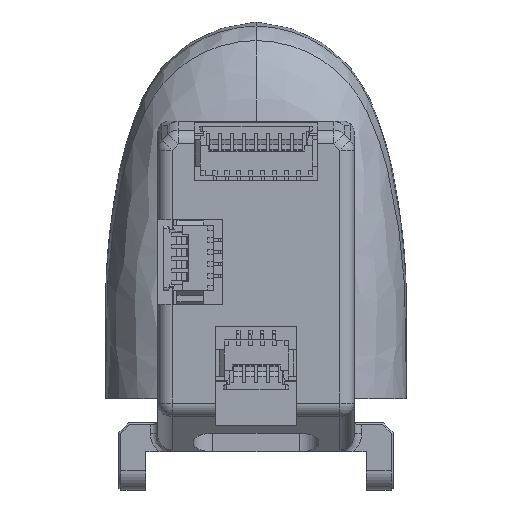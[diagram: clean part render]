
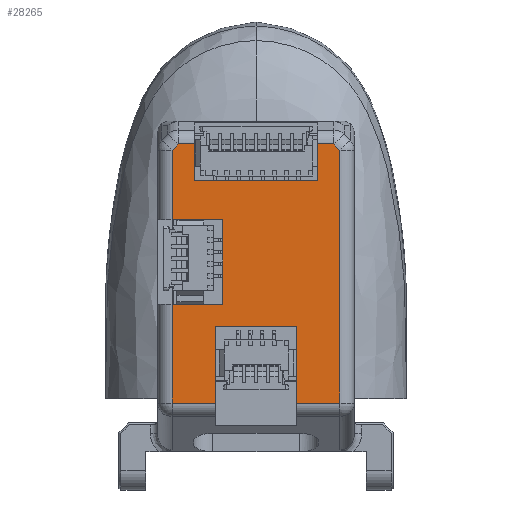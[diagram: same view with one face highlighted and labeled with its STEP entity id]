
A CAD part, left-side view. The second image highlights one B-rep face of the part: STEP entity #28265.
In plain terms, the highlighted planar face has unit normal (-1, 0, 0).
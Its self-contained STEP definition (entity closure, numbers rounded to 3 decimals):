
#294=PLANE('',#30075);
#1834=FACE_OUTER_BOUND('',#3401,.T.);
#3401=EDGE_LOOP('',(#19951,#19952,#19953,#19954,#19955,#19956,#19957,#19958,
#19959,#19960,#19961,#19962,#19963,#19964,#19965,#19966,#19967,#19968));
#5070=LINE('',#40359,#8875);
#5072=LINE('',#40364,#8877);
#5073=LINE('',#40367,#8878);
#5078=LINE('',#40377,#8883);
#5079=LINE('',#40379,#8884);
#5080=LINE('',#40381,#8885);
#5081=LINE('',#40383,#8886);
#5082=LINE('',#40385,#8887);
#5083=LINE('',#40387,#8888);
#5084=LINE('',#40389,#8889);
#5085=LINE('',#40391,#8890);
#5086=LINE('',#40393,#8891);
#5087=LINE('',#40395,#8892);
#5088=LINE('',#40397,#8893);
#5089=LINE('',#40399,#8894);
#5090=LINE('',#40401,#8895);
#5091=LINE('',#40403,#8896);
#5092=LINE('',#40404,#8897);
#8875=VECTOR('',#32015,10.);
#8877=VECTOR('',#32021,10.);
#8878=VECTOR('',#32024,10.);
#8883=VECTOR('',#32031,10.);
#8884=VECTOR('',#32032,10.);
#8885=VECTOR('',#32033,10.);
#8886=VECTOR('',#32034,10.);
#8887=VECTOR('',#32035,10.);
#8888=VECTOR('',#32036,10.);
#8889=VECTOR('',#32037,10.);
#8890=VECTOR('',#32038,10.);
#8891=VECTOR('',#32039,10.);
#8892=VECTOR('',#32040,10.);
#8893=VECTOR('',#32041,10.);
#8894=VECTOR('',#32042,10.);
#8895=VECTOR('',#32043,10.);
#8896=VECTOR('',#32044,10.);
#8897=VECTOR('',#32045,10.);
#12978=VERTEX_POINT('',#40348);
#12981=VERTEX_POINT('',#40357);
#12982=VERTEX_POINT('',#40362);
#12983=VERTEX_POINT('',#40366);
#12987=VERTEX_POINT('',#40376);
#12988=VERTEX_POINT('',#40378);
#12989=VERTEX_POINT('',#40380);
#12990=VERTEX_POINT('',#40382);
#12991=VERTEX_POINT('',#40384);
#12992=VERTEX_POINT('',#40386);
#12993=VERTEX_POINT('',#40388);
#12994=VERTEX_POINT('',#40390);
#12995=VERTEX_POINT('',#40392);
#12996=VERTEX_POINT('',#40394);
#12997=VERTEX_POINT('',#40396);
#12998=VERTEX_POINT('',#40398);
#12999=VERTEX_POINT('',#40400);
#13000=VERTEX_POINT('',#40402);
#15691=EDGE_CURVE('',#12981,#12978,#5070,.T.);
#15694=EDGE_CURVE('',#12978,#12982,#5072,.T.);
#15695=EDGE_CURVE('',#12983,#12982,#5073,.T.);
#15700=EDGE_CURVE('',#12981,#12987,#5078,.T.);
#15701=EDGE_CURVE('',#12987,#12988,#5079,.T.);
#15702=EDGE_CURVE('',#12988,#12989,#5080,.T.);
#15703=EDGE_CURVE('',#12990,#12989,#5081,.T.);
#15704=EDGE_CURVE('',#12991,#12990,#5082,.T.);
#15705=EDGE_CURVE('',#12992,#12991,#5083,.T.);
#15706=EDGE_CURVE('',#12993,#12992,#5084,.T.);
#15707=EDGE_CURVE('',#12993,#12994,#5085,.T.);
#15708=EDGE_CURVE('',#12994,#12995,#5086,.T.);
#15709=EDGE_CURVE('',#12995,#12996,#5087,.T.);
#15710=EDGE_CURVE('',#12997,#12996,#5088,.T.);
#15711=EDGE_CURVE('',#12998,#12997,#5089,.T.);
#15712=EDGE_CURVE('',#12999,#12998,#5090,.T.);
#15713=EDGE_CURVE('',#12999,#13000,#5091,.T.);
#15714=EDGE_CURVE('',#13000,#12983,#5092,.T.);
#19951=ORIENTED_EDGE('',*,*,#15694,.F.);
#19952=ORIENTED_EDGE('',*,*,#15691,.F.);
#19953=ORIENTED_EDGE('',*,*,#15700,.T.);
#19954=ORIENTED_EDGE('',*,*,#15701,.T.);
#19955=ORIENTED_EDGE('',*,*,#15702,.T.);
#19956=ORIENTED_EDGE('',*,*,#15703,.F.);
#19957=ORIENTED_EDGE('',*,*,#15704,.F.);
#19958=ORIENTED_EDGE('',*,*,#15705,.F.);
#19959=ORIENTED_EDGE('',*,*,#15706,.F.);
#19960=ORIENTED_EDGE('',*,*,#15707,.T.);
#19961=ORIENTED_EDGE('',*,*,#15708,.T.);
#19962=ORIENTED_EDGE('',*,*,#15709,.T.);
#19963=ORIENTED_EDGE('',*,*,#15710,.F.);
#19964=ORIENTED_EDGE('',*,*,#15711,.F.);
#19965=ORIENTED_EDGE('',*,*,#15712,.F.);
#19966=ORIENTED_EDGE('',*,*,#15713,.T.);
#19967=ORIENTED_EDGE('',*,*,#15714,.T.);
#19968=ORIENTED_EDGE('',*,*,#15695,.T.);
#28265=ADVANCED_FACE('',(#1834),#294,.T.);
#30075=AXIS2_PLACEMENT_3D('',#40375,#32029,#32030);
#32015=DIRECTION('',(0.,1.,0.));
#32021=DIRECTION('',(0.,0.,1.));
#32024=DIRECTION('',(0.,1.,0.));
#32029=DIRECTION('center_axis',(-1.,0.,0.));
#32030=DIRECTION('ref_axis',(0.,0.,1.));
#32031=DIRECTION('',(0.,0.,1.));
#32032=DIRECTION('',(0.,-1.,0.));
#32033=DIRECTION('',(0.,0.,-1.));
#32034=DIRECTION('',(0.,1.,0.));
#32035=DIRECTION('',(0.,0.,-1.));
#32036=DIRECTION('',(0.,-0.689,-0.725));
#32037=DIRECTION('',(0.,-1.,0.));
#32038=DIRECTION('',(0.,0.,-1.));
#32039=DIRECTION('',(0.,1.,0.));
#32040=DIRECTION('',(0.,0.,1.));
#32041=DIRECTION('',(0.,-1.,0.));
#32042=DIRECTION('',(0.,-0.689,0.725));
#32043=DIRECTION('',(0.,0.,1.));
#32044=DIRECTION('',(0.,-1.,0.));
#32045=DIRECTION('',(0.,0.,-1.));
#40348=CARTESIAN_POINT('',(-20.62,8.754,2.07));
#40357=CARTESIAN_POINT('',(-20.62,4.254,2.07));
#40359=CARTESIAN_POINT('',(-20.62,0.,2.07));
#40362=CARTESIAN_POINT('',(-20.62,8.754,12.373));
#40364=CARTESIAN_POINT('',(-20.62,8.754,9.057));
#40366=CARTESIAN_POINT('',(-20.62,3.454,12.373));
#40367=CARTESIAN_POINT('',(-20.62,1.727,12.373));
#40375=CARTESIAN_POINT('Origin',(-20.62,0.,2.373));
#40376=CARTESIAN_POINT('',(-20.62,4.254,10.));
#40377=CARTESIAN_POINT('',(-20.62,4.254,1.186));
#40378=CARTESIAN_POINT('',(-20.62,-4.254,10.));
#40379=CARTESIAN_POINT('',(-20.62,2.127,10.));
#40380=CARTESIAN_POINT('',(-20.62,-4.254,2.07));
#40381=CARTESIAN_POINT('',(-20.62,-4.254,6.186));
#40382=CARTESIAN_POINT('',(-20.62,-8.754,2.07));
#40383=CARTESIAN_POINT('',(-20.62,0.,2.07));
#40384=CARTESIAN_POINT('',(-20.62,-8.754,28.441));
#40385=CARTESIAN_POINT('',(-20.62,-8.754,9.057));
#40386=CARTESIAN_POINT('',(-20.62,-8.133,29.094));
#40387=CARTESIAN_POINT('',(-20.62,-13.077,23.895));
#40388=CARTESIAN_POINT('',(-20.62,-6.454,29.094));
#40389=CARTESIAN_POINT('',(-20.62,0.,29.094));
#40390=CARTESIAN_POINT('',(-20.62,-6.454,25.284));
#40391=CARTESIAN_POINT('',(-20.62,-6.454,16.928));
#40392=CARTESIAN_POINT('',(-20.62,6.454,25.284));
#40393=CARTESIAN_POINT('',(-20.62,-3.227,25.284));
#40394=CARTESIAN_POINT('',(-20.62,6.454,29.094));
#40395=CARTESIAN_POINT('',(-20.62,6.454,13.828));
#40396=CARTESIAN_POINT('',(-20.62,8.133,29.094));
#40397=CARTESIAN_POINT('',(-20.62,0.,29.094));
#40398=CARTESIAN_POINT('',(-20.62,8.754,28.441));
#40399=CARTESIAN_POINT('',(-20.62,13.077,23.895));
#40400=CARTESIAN_POINT('',(-20.62,8.754,21.184));
#40401=CARTESIAN_POINT('',(-20.62,8.754,9.057));
#40402=CARTESIAN_POINT('',(-20.62,3.454,21.184));
#40403=CARTESIAN_POINT('',(-20.62,5.127,21.184));
#40404=CARTESIAN_POINT('',(-20.62,3.454,11.778));
